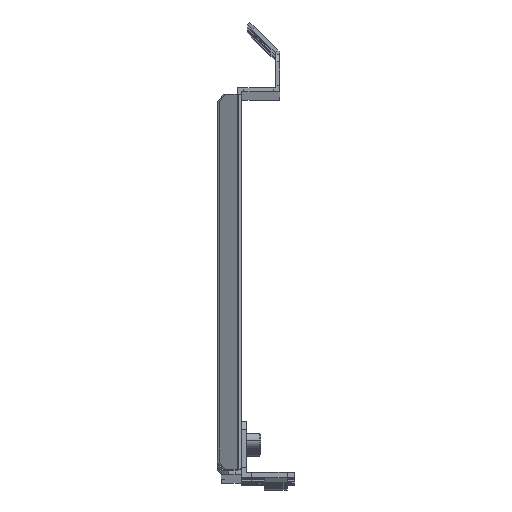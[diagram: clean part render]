
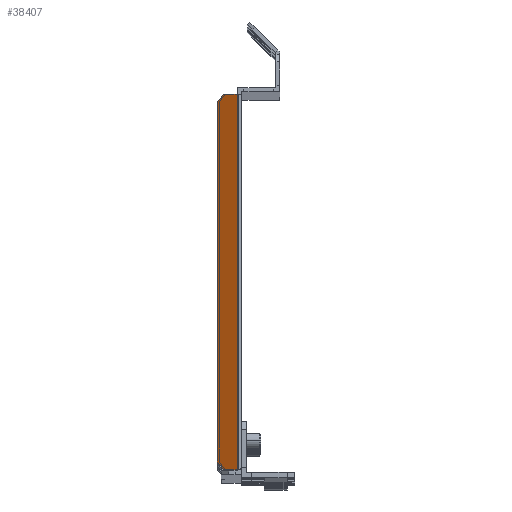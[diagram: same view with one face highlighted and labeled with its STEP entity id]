
A CAD part, top view. The second image highlights one B-rep face of the part: STEP entity #38407.
In plain terms, the highlighted planar face has unit normal (-0.5, 0, 0.866).
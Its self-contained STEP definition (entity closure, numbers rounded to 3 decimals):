
#788 = EDGE_CURVE ( 'NONE', #45980, #1601, #37392, .T. ) ;
#1291 = CARTESIAN_POINT ( 'NONE',  ( -8.011, 69.647, 958.589 ) ) ;
#1601 = VERTEX_POINT ( 'NONE', #37270 ) ;
#2381 = VECTOR ( 'NONE', #2932, 1000. ) ;
#2519 = EDGE_CURVE ( 'NONE', #25533, #3048, #46395, .T. ) ;
#2932 = DIRECTION ( 'NONE',  ( 0.866, 0., 0.5 ) ) ;
#3048 = VERTEX_POINT ( 'NONE', #1291 ) ;
#3606 = LINE ( 'NONE', #31302, #4560 ) ;
#4560 = VECTOR ( 'NONE', #38591, 1000. ) ;
#4605 = VECTOR ( 'NONE', #47754, 1000. ) ;
#4885 = DIRECTION ( 'NONE',  ( 0., 1., 0. ) ) ;
#8009 = VERTEX_POINT ( 'NONE', #42850 ) ;
#9791 = CARTESIAN_POINT ( 'NONE',  ( 0.232, 72.647, 963.348 ) ) ;
#9810 = VECTOR ( 'NONE', #44897, 1000. ) ;
#13041 = CARTESIAN_POINT ( 'NONE',  ( -0.75, 72.647, 962.781 ) ) ;
#13077 = VERTEX_POINT ( 'NONE', #9791 ) ;
#13159 = CARTESIAN_POINT ( 'NONE',  ( 0.232, 0., 963.348 ) ) ;
#14404 = DIRECTION ( 'NONE',  ( 0.866, 0., 0.5 ) ) ;
#14514 = CARTESIAN_POINT ( 'NONE',  ( -2.25, -75.143, 961.915 ) ) ;
#15157 = CARTESIAN_POINT ( 'NONE',  ( -207.514, 0., 843.406 ) ) ;
#16365 = ORIENTED_EDGE ( 'NONE', *, *, #2519, .T. ) ;
#16581 = DIRECTION ( 'NONE',  ( -0.866, 0., -0.5 ) ) ;
#16606 = EDGE_CURVE ( 'NONE', #45980, #31427, #20864, .T. ) ;
#17716 = ORIENTED_EDGE ( 'NONE', *, *, #32453, .F. ) ;
#17978 = LINE ( 'NONE', #13041, #9810 ) ;
#18028 = ORIENTED_EDGE ( 'NONE', *, *, #788, .T. ) ;
#18669 = PLANE ( 'NONE',  #44206 ) ;
#19139 = ORIENTED_EDGE ( 'NONE', *, *, #40182, .F. ) ;
#19174 = FACE_OUTER_BOUND ( 'NONE', #28982, .T. ) ;
#20269 = ORIENTED_EDGE ( 'NONE', *, *, #47472, .T. ) ;
#20685 = ORIENTED_EDGE ( 'NONE', *, *, #21853, .F. ) ;
#20855 = LINE ( 'NONE', #48012, #4605 ) ;
#20864 = LINE ( 'NONE', #35941, #38565 ) ;
#21349 = ORIENTED_EDGE ( 'NONE', *, *, #16606, .F. ) ;
#21416 = CARTESIAN_POINT ( 'NONE',  ( -5.413, -75.143, 960.089 ) ) ;
#21853 = EDGE_CURVE ( 'NONE', #8009, #3048, #35361, .T. ) ;
#25533 = VERTEX_POINT ( 'NONE', #46907 ) ;
#26371 = VECTOR ( 'NONE', #49417, 1000. ) ;
#27332 = DIRECTION ( 'NONE',  ( 0., 1., 0. ) ) ;
#28982 = EDGE_LOOP ( 'NONE', ( #18028, #49791, #17716, #19139, #16365, #20685, #20269, #21349 ) ) ;
#30551 = CARTESIAN_POINT ( 'NONE',  ( -8.011, 69.647, 958.589 ) ) ;
#30964 = VECTOR ( 'NONE', #27332, 1000. ) ;
#31302 = CARTESIAN_POINT ( 'NONE',  ( -207.514, 72.647, 843.406 ) ) ;
#31427 = VERTEX_POINT ( 'NONE', #21416 ) ;
#32453 = EDGE_CURVE ( 'NONE', #37994, #13077, #3606, .T. ) ;
#33510 = DIRECTION ( 'NONE',  ( 0.5, 0., -0.866 ) ) ;
#33574 = CARTESIAN_POINT ( 'NONE',  ( -2.25, 72.647, 961.915 ) ) ;
#35361 = LINE ( 'NONE', #38124, #30964 ) ;
#35941 = CARTESIAN_POINT ( 'NONE',  ( -8.011, -75.143, 958.589 ) ) ;
#37270 = CARTESIAN_POINT ( 'NONE',  ( 0.232, -75.143, 963.348 ) ) ;
#37392 = LINE ( 'NONE', #14514, #2381 ) ;
#37467 = VECTOR ( 'NONE', #4885, 1000. ) ;
#37994 = VERTEX_POINT ( 'NONE', #33574 ) ;
#38124 = CARTESIAN_POINT ( 'NONE',  ( -8.011, 72.647, 958.589 ) ) ;
#38407 = ADVANCED_FACE ( 'NONE', ( #19174 ), #18669, .F. ) ;
#38565 = VECTOR ( 'NONE', #16581, 1000. ) ;
#38591 = DIRECTION ( 'NONE',  ( 0.866, 0., 0.5 ) ) ;
#40098 = LINE ( 'NONE', #13159, #37467 ) ;
#40182 = EDGE_CURVE ( 'NONE', #25533, #37994, #17978, .T. ) ;
#42850 = CARTESIAN_POINT ( 'NONE',  ( -8.011, -72.143, 958.589 ) ) ;
#44206 = AXIS2_PLACEMENT_3D ( 'NONE', #15157, #33510, #14404 ) ;
#44897 = DIRECTION ( 'NONE',  ( 0.866, 0., 0.5 ) ) ;
#45258 = CARTESIAN_POINT ( 'NONE',  ( -2.25, -75.143, 961.915 ) ) ;
#45980 = VERTEX_POINT ( 'NONE', #45258 ) ;
#46395 = LINE ( 'NONE', #30551, #26371 ) ;
#46907 = CARTESIAN_POINT ( 'NONE',  ( -5.413, 72.647, 960.089 ) ) ;
#47042 = EDGE_CURVE ( 'NONE', #1601, #13077, #40098, .T. ) ;
#47472 = EDGE_CURVE ( 'NONE', #8009, #31427, #20855, .T. ) ;
#47754 = DIRECTION ( 'NONE',  ( 0.612, -0.707, 0.354 ) ) ;
#48012 = CARTESIAN_POINT ( 'NONE',  ( -5.413, -75.143, 960.089 ) ) ;
#49417 = DIRECTION ( 'NONE',  ( -0.612, -0.707, -0.354 ) ) ;
#49791 = ORIENTED_EDGE ( 'NONE', *, *, #47042, .T. ) ;
